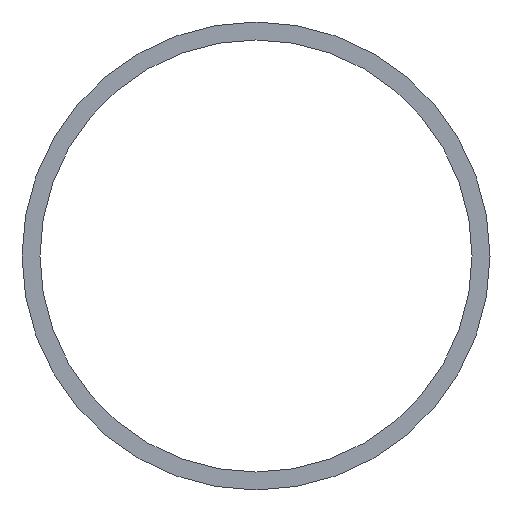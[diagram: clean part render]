
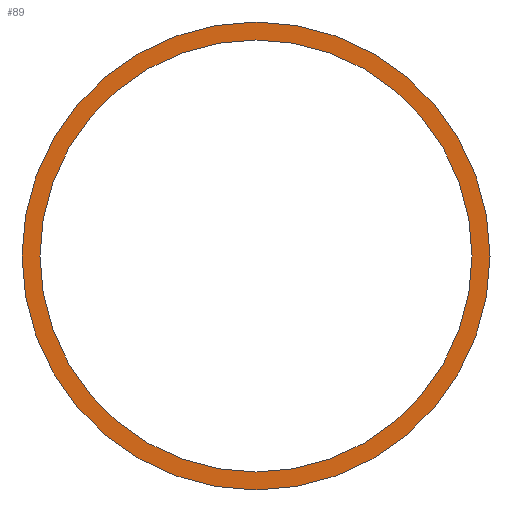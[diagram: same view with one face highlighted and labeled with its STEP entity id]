
A CAD part, left-side view. The second image highlights one B-rep face of the part: STEP entity #89.
In plain terms, the highlighted planar face has unit normal (-1, 0, 0).
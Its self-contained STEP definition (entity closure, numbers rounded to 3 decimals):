
#53 = EDGE_CURVE( '', #93, #71, #124, .T. );
#55 = VERTEX_POINT( '', #126 );
#69 = EDGE_CURVE( '', #71, #93, #142, .T. );
#71 = VERTEX_POINT( '', #144 );
#75 = EDGE_CURVE( '', #95, #55, #149, .T. );
#89 = ADVANCED_FACE( '', ( #164, #165 ), #166, .F. );
#91 = EDGE_CURVE( '', #55, #95, #168, .T. );
#93 = VERTEX_POINT( '', #170 );
#95 = VERTEX_POINT( '', #172 );
#124 = CIRCLE( '', #193, 90. );
#126 = CARTESIAN_POINT( '', ( 0., 0., -83.1 ) );
#142 = CIRCLE( '', #220, 90. );
#144 = CARTESIAN_POINT( '', ( 0., 0., -90. ) );
#149 = CIRCLE( '', #228, 83.1 );
#164 = FACE_OUTER_BOUND( '', #244, .T. );
#165 = FACE_BOUND( '', #245, .T. );
#166 = PLANE( '', #246 );
#168 = CIRCLE( '', #249, 83.1 );
#170 = CARTESIAN_POINT( '', ( 0., 0., 90. ) );
#172 = CARTESIAN_POINT( '', ( 0., 0., 83.1 ) );
#193 = AXIS2_PLACEMENT_3D( '', #274, #275, #276 );
#220 = AXIS2_PLACEMENT_3D( '', #294, #295, #296 );
#228 = AXIS2_PLACEMENT_3D( '', #305, #306, #307 );
#244 = EDGE_LOOP( '', ( #324, #325 ) );
#245 = EDGE_LOOP( '', ( #326, #327 ) );
#246 = AXIS2_PLACEMENT_3D( '', #328, #329, #330 );
#249 = AXIS2_PLACEMENT_3D( '', #331, #332, #333 );
#274 = CARTESIAN_POINT( '', ( 0., 0., 0. ) );
#275 = DIRECTION( '', ( 1., 0., 0. ) );
#276 = DIRECTION( '', ( 0., 0., -1. ) );
#294 = CARTESIAN_POINT( '', ( 0., 0., 0. ) );
#295 = DIRECTION( '', ( 1., 0., 0. ) );
#296 = DIRECTION( '', ( 0., 0., -1. ) );
#305 = CARTESIAN_POINT( '', ( 0., 0., 0. ) );
#306 = DIRECTION( '', ( 1., 0., 0. ) );
#307 = DIRECTION( '', ( 0., 0., -1. ) );
#324 = ORIENTED_EDGE( '', *, *, #69, .F. );
#325 = ORIENTED_EDGE( '', *, *, #53, .F. );
#326 = ORIENTED_EDGE( '', *, *, #91, .T. );
#327 = ORIENTED_EDGE( '', *, *, #75, .T. );
#328 = CARTESIAN_POINT( '', ( 0., 0., 0. ) );
#329 = DIRECTION( '', ( 1., 0., 0. ) );
#330 = DIRECTION( '', ( 0., 0., -1. ) );
#331 = CARTESIAN_POINT( '', ( 0., 0., 0. ) );
#332 = DIRECTION( '', ( 1., 0., 0. ) );
#333 = DIRECTION( '', ( 0., 0., -1. ) );
